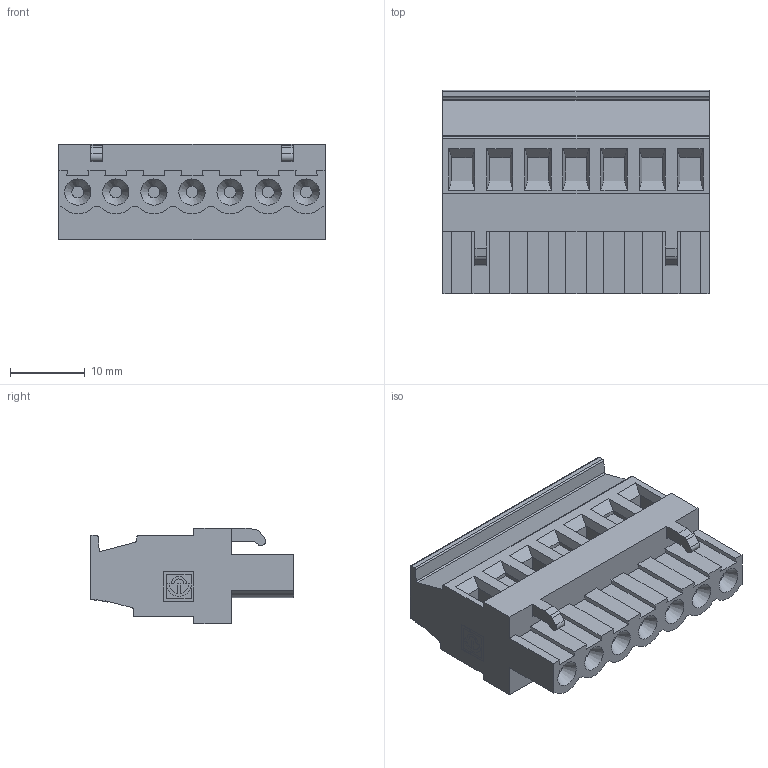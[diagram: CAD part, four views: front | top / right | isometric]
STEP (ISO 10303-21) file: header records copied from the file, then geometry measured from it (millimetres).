
FILE_DESCRIPTION(('STEP AP214'),'1');
FILE_NAME('SV04-10.16-F.stp','2021-06-28T14:07:08',(' '),(' '),'Spatial InterOp 3D',' ',' ');
FILE_SCHEMA(('AUTOMOTIVE_DESIGN { 1 0 10303 214 1 1 1 1 }'));
Length unit declared in the file: metre
Products named in the file (1): 1624890250
Bounding box: 35.56 x 27.1 x 12.7 mm (x, y, z)
Volume: 7709.7 mm3; surface area: 4403.5 mm2
Topology: 1 solids, 1 shells, 243 faces, 615 edges, 399 vertices
Faces by surface type: plane 184, cylinder 51, cone 7, extrusion 1
Full cylindrical faces by diameter (mm): 1.6 x7, 4 x7
Entity records: 8978 total; most frequent: CARTESIAN_POINT 1238, DIRECTION 1181, ORIENTED_EDGE 1164, EDGE_CURVE 582, VECTOR 453, LINE 452, VERTEX_POINT 387, AXIS2_PLACEMENT_3D 364
